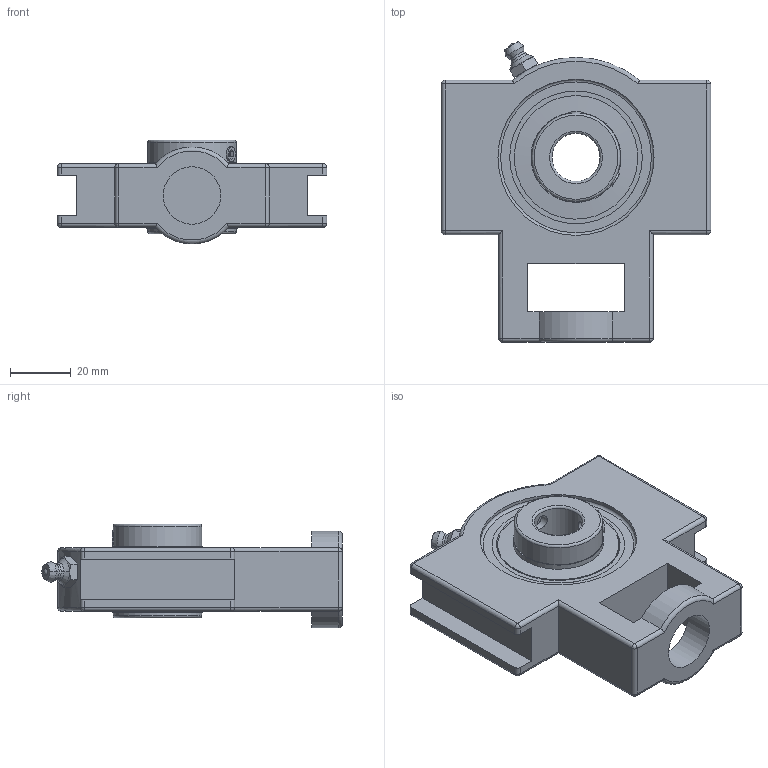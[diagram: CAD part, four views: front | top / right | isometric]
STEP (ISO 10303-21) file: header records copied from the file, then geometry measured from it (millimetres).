
FILE_DESCRIPTION(('HOOPS Exchange Step'),'2;1');
FILE_NAME('export-7EB1E1D6-23F8-499B-9E02-3CC362E1746B.stp','2019-12-18T08:25:27-08:00',('ibuslach'),('Alibre'),'HOOPS Exchange 2019.2','Alibre','Unknown authorisation');
FILE_SCHEMA( ('AP242_MANAGED_MODEL_BASED_3D_ENGINEERING_MIM_LF {1 0 10303 442 1 1 4 }') );
Length unit declared in the file: centimetre
Products named in the file (7): MRN ST 204; UCP ZERK 6mm; SUC 202-10 RACES; SUC 201 SS; SUC 201 SHIELD; MRN SUC 202-10; MRN SUCT 202-10
Assembly tree (8 placements, depth 3):
  MRN SUCT 202-10
    MRN ST 204
    UCP ZERK 6mm
    MRN SUC 202-10
      SUC 202-10 RACES
      SUC 201 SS  x2
      SUC 201 SHIELD  x2
Bounding box: 89 x 99.19 x 34.3 mm (x, y, z)
Volume: 101000.1 mm3; surface area: 37349.9 mm2
Topology: 8 solids, 8 shells, 193 faces, 498 edges, 304 vertices
Faces by surface type: cylinder 68, plane 67, sphere 21, torus 17, cone 16, bspline 4
Full cylindrical faces by diameter (mm): 1.502 x2, 4.917 x4, 6 x2, 15.875 x1, 19 x1, 29.21 x3, 29.718 x2, 40 x1, 40.792 x2, 51.553 x2
Entity records: 8452 total; most frequent: CARTESIAN_POINT 3999, DIRECTION 953, ORIENTED_EDGE 870, EDGE_CURVE 435, AXIS2_PLACEMENT_3D 382, VERTEX_POINT 273, EDGE_LOOP 198, FACE_BOUND 198
